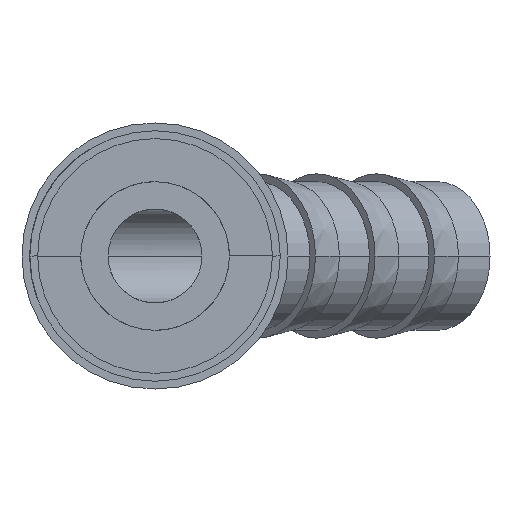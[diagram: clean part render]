
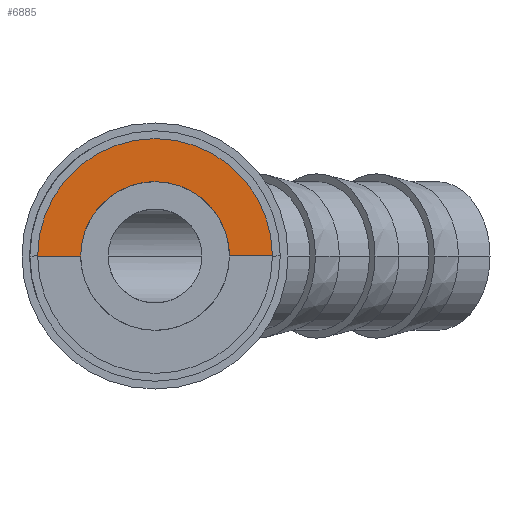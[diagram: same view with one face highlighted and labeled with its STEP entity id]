
A CAD part, left-side view. The second image highlights one B-rep face of the part: STEP entity #6885.
In plain terms, the highlighted conical face has half-angle 89.98 degrees and reference radius 15 mm.
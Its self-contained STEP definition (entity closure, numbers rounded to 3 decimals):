
#161 = VERTEX_POINT ( 'NONE', #4330 ) ;
#192 = FACE_OUTER_BOUND ( 'NONE', #6284, .T. ) ;
#528 = CARTESIAN_POINT ( 'NONE',  ( 0., 9.253, 2.487 ) ) ;
#572 = CARTESIAN_POINT ( 'NONE',  ( 0.005, -4.784, 8.301 ) ) ;
#581 = EDGE_CURVE ( 'NONE', #8061, #8002, #1360, .T. ) ;
#691 = CONICAL_SURFACE ( 'NONE', #5885, 15., 1.57 ) ;
#796 = EDGE_CURVE ( 'NONE', #6031, #7473, #2575, .T. ) ;
#1069 = CARTESIAN_POINT ( 'NONE',  ( 0.003, 0., 9.5 ) ) ;
#1360 = B_SPLINE_CURVE_WITH_KNOTS ( 'NONE', 3,
 ( #3751, #6298, #3134, #572, #5668, #7602, #5714, #1909, #5084, #4468 ),
 .UNSPECIFIED., .F., .F.,
 ( 4, 2, 2, 2, 4 ),
 ( 0.25, 0.312, 0.375, 0.437, 0.5 ),
 .UNSPECIFIED. ) ;
#1755 = EDGE_CURVE ( 'NONE', #161, #7473, #6351, .T. ) ;
#1783 = B_SPLINE_CURVE_WITH_KNOTS ( 'NONE', 3,
 ( #6257, #8186, #528, #3090, #5626, #2459, #4470, #3795, #6344, #5716 ),
 .UNSPECIFIED., .F., .F.,
 ( 4, 2, 2, 2, 4 ),
 ( 0., 0.062, 0.125, 0.187, 0.25 ),
 .UNSPECIFIED. ) ;
#1909 = CARTESIAN_POINT ( 'NONE',  ( 0.006, -9.253, 2.487 ) ) ;
#2064 = DIRECTION ( 'NONE',  ( 0., -1., 0. ) ) ;
#2249 = LINE ( 'NONE', #4257, #5688 ) ;
#2262 = DIRECTION ( 'NONE',  ( -1., 0., 0. ) ) ;
#2405 = CARTESIAN_POINT ( 'NONE',  ( 0., 15., 0. ) ) ;
#2459 = CARTESIAN_POINT ( 'NONE',  ( 0.001, 5.838, 7.597 ) ) ;
#2575 = LINE ( 'NONE', #2405, #6775 ) ;
#2706 = ORIENTED_EDGE ( 'NONE', *, *, #1755, .T. ) ;
#3090 = CARTESIAN_POINT ( 'NONE',  ( 0., 8.301, 4.784 ) ) ;
#3134 = CARTESIAN_POINT ( 'NONE',  ( 0.004, -2.486, 9.253 ) ) ;
#3251 = CARTESIAN_POINT ( 'NONE',  ( 0.005, 0., 0. ) ) ;
#3307 = CARTESIAN_POINT ( 'NONE',  ( 0.005, 0., 0. ) ) ;
#3321 = ORIENTED_EDGE ( 'NONE', *, *, #3410, .T. ) ;
#3410 = EDGE_CURVE ( 'NONE', #8002, #161, #2249, .T. ) ;
#3751 = CARTESIAN_POINT ( 'NONE',  ( 0.003, 0., 9.5 ) ) ;
#3795 = CARTESIAN_POINT ( 'NONE',  ( 0.002, 2.487, 9.253 ) ) ;
#3820 = CARTESIAN_POINT ( 'NONE',  ( 0., 9.5, 0. ) ) ;
#4257 = CARTESIAN_POINT ( 'NONE',  ( 0.01, -15., 0. ) ) ;
#4330 = CARTESIAN_POINT ( 'NONE',  ( 0.01, -15., 0. ) ) ;
#4468 = CARTESIAN_POINT ( 'NONE',  ( 0.006, -9.5, 0. ) ) ;
#4470 = CARTESIAN_POINT ( 'NONE',  ( 0.002, 4.784, 8.301 ) ) ;
#4704 = ORIENTED_EDGE ( 'NONE', *, *, #796, .F. ) ;
#4838 = DIRECTION ( 'NONE',  ( 0.001, -1., 0. ) ) ;
#4913 = CARTESIAN_POINT ( 'NONE',  ( 0.006, -9.5, 0. ) ) ;
#5084 = CARTESIAN_POINT ( 'NONE',  ( 0.006, -9.5, 1.244 ) ) ;
#5338 = ORIENTED_EDGE ( 'NONE', *, *, #5346, .T. ) ;
#5346 = EDGE_CURVE ( 'NONE', #6031, #8061, #1783, .T. ) ;
#5626 = CARTESIAN_POINT ( 'NONE',  ( 0.001, 7.597, 5.838 ) ) ;
#5668 = CARTESIAN_POINT ( 'NONE',  ( 0.005, -5.838, 7.597 ) ) ;
#5688 = VECTOR ( 'NONE', #4838, 1000. ) ;
#5714 = CARTESIAN_POINT ( 'NONE',  ( 0.006, -8.301, 4.784 ) ) ;
#5716 = CARTESIAN_POINT ( 'NONE',  ( 0.003, 0., 9.5 ) ) ;
#5885 = AXIS2_PLACEMENT_3D ( 'NONE', #3307, #6521, #7737 ) ;
#6031 = VERTEX_POINT ( 'NONE', #3820 ) ;
#6257 = CARTESIAN_POINT ( 'NONE',  ( 0., 9.5, 0. ) ) ;
#6284 = EDGE_LOOP ( 'NONE', ( #5338, #7598, #3321, #2706, #4704 ) ) ;
#6298 = CARTESIAN_POINT ( 'NONE',  ( 0.004, -1.243, 9.5 ) ) ;
#6344 = CARTESIAN_POINT ( 'NONE',  ( 0.003, 1.244, 9.5 ) ) ;
#6351 = CIRCLE ( 'NONE', #6896, 15. ) ;
#6369 = CARTESIAN_POINT ( 'NONE',  ( 0., 15., 0. ) ) ;
#6521 = DIRECTION ( 'NONE',  ( 1., 0., 0. ) ) ;
#6775 = VECTOR ( 'NONE', #8175, 1000. ) ;
#6885 = ADVANCED_FACE ( 'NONE', ( #192 ), #691, .T. ) ;
#6896 = AXIS2_PLACEMENT_3D ( 'NONE', #3251, #2262, #2064 ) ;
#7473 = VERTEX_POINT ( 'NONE', #6369 ) ;
#7598 = ORIENTED_EDGE ( 'NONE', *, *, #581, .T. ) ;
#7602 = CARTESIAN_POINT ( 'NONE',  ( 0.006, -7.597, 5.838 ) ) ;
#7737 = DIRECTION ( 'NONE',  ( 0., 1., 0. ) ) ;
#8002 = VERTEX_POINT ( 'NONE', #4913 ) ;
#8061 = VERTEX_POINT ( 'NONE', #1069 ) ;
#8175 = DIRECTION ( 'NONE',  ( 0., 1., 0. ) ) ;
#8186 = CARTESIAN_POINT ( 'NONE',  ( 0., 9.5, 1.244 ) ) ;
